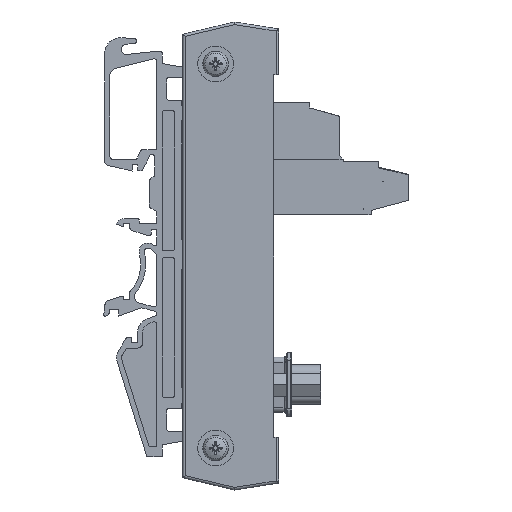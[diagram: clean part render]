
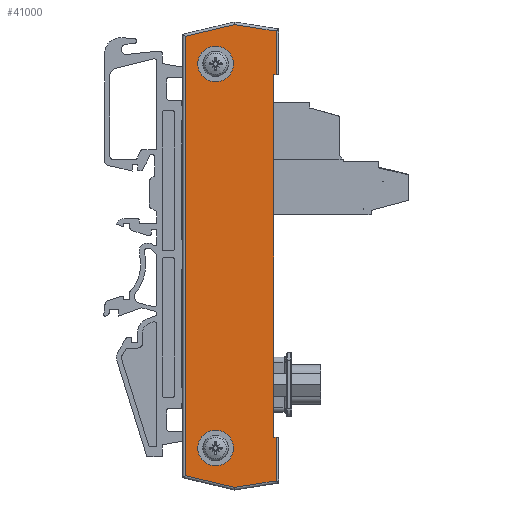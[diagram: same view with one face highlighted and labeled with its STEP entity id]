
A CAD part, left-side view. The second image highlights one B-rep face of the part: STEP entity #41000.
In plain terms, the highlighted face is planar.
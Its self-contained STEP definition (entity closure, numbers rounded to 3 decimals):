
#40539=CARTESIAN_POINT('',(-16.628,6.238,5.0));
#40540=VERTEX_POINT('',#40539);
#40547=CARTESIAN_POINT('',(54.672,6.238,5.0));
#40548=VERTEX_POINT('',#40547);
#40549=CARTESIAN_POINT('',(54.672,6.238,5.0));
#40550=DIRECTION('',(-1.0,0.0,0.0));
#40551=VECTOR('',#40550,71.3);
#40552=LINE('',#40549,#40551);
#40553=EDGE_CURVE('',#40548,#40540,#40552,.T.);
#40796=CARTESIAN_POINT('',(60.272,-5.162,5.0));
#40797=VERTEX_POINT('',#40796);
#40798=CARTESIAN_POINT('',(56.772,-5.162,5.0));
#40799=DIRECTION('',(0.0,0.0,-1.0));
#40800=DIRECTION('',(-1.0,0.0,0.0));
#40801=AXIS2_PLACEMENT_3D('',#40798,#40799,#40800);
#40802=CIRCLE('',#40801,3.5);
#40803=EDGE_CURVE('',#40797,#40797,#40802,.T.);
#40836=CARTESIAN_POINT('',(-15.228,-5.162,5.0));
#40837=VERTEX_POINT('',#40836);
#40838=CARTESIAN_POINT('',(-18.728,-5.162,5.0));
#40839=DIRECTION('',(0.0,0.0,-1.0));
#40840=DIRECTION('',(-1.0,0.0,0.0));
#40841=AXIS2_PLACEMENT_3D('',#40838,#40839,#40840);
#40842=CIRCLE('',#40841,3.5);
#40843=EDGE_CURVE('',#40837,#40837,#40842,.T.);
#40877=CARTESIAN_POINT('',(54.672,6.738,5.0));
#40878=VERTEX_POINT('',#40877);
#40879=CARTESIAN_POINT('',(54.672,6.738,5.0));
#40880=DIRECTION('',(0.0,-1.0,0.0));
#40881=VECTOR('',#40880,0.5);
#40882=LINE('',#40879,#40881);
#40883=EDGE_CURVE('',#40878,#40548,#40882,.T.);
#40908=CARTESIAN_POINT('',(-16.628,6.738,5.0));
#40909=VERTEX_POINT('',#40908);
#40917=CARTESIAN_POINT('',(-16.628,6.238,5.0));
#40918=DIRECTION('',(0.0,1.0,0.0));
#40919=VECTOR('',#40918,0.5);
#40920=LINE('',#40917,#40919);
#40921=EDGE_CURVE('',#40540,#40909,#40920,.T.);
#40930=CARTESIAN_POINT('',(19.022,-2.126,5.0));
#40931=DIRECTION('',(0.0,0.0,1.0));
#40932=DIRECTION('',(1.0,0.0,0.0));
#40933=AXIS2_PLACEMENT_3D('',#40930,#40931,#40932);
#40934=PLANE('',#40933);
#40935=ORIENTED_EDGE('',*,*,#40883,.T.);
#40936=ORIENTED_EDGE('',*,*,#40553,.T.);
#40937=ORIENTED_EDGE('',*,*,#40921,.T.);
#40938=CARTESIAN_POINT('',(-25.176,6.738,5.0));
#40939=VERTEX_POINT('',#40938);
#40940=CARTESIAN_POINT('',(-25.176,6.738,5.0));
#40941=DIRECTION('',(1.0,0.0,0.0));
#40942=VECTOR('',#40941,8.548);
#40943=LINE('',#40940,#40942);
#40944=EDGE_CURVE('',#40939,#40909,#40943,.T.);
#40945=ORIENTED_EDGE('',*,*,#40944,.F.);
#40946=CARTESIAN_POINT('',(-26.459,-1.405,5.0));
#40947=VERTEX_POINT('',#40946);
#40948=CARTESIAN_POINT('',(-26.459,-1.405,5.0));
#40949=DIRECTION('',(0.156,0.988,0.0));
#40950=VECTOR('',#40949,8.244);
#40951=LINE('',#40948,#40950);
#40952=EDGE_CURVE('',#40947,#40939,#40951,.T.);
#40953=ORIENTED_EDGE('',*,*,#40952,.F.);
#40954=CARTESIAN_POINT('',(-24.157,-11.162,5.0));
#40955=VERTEX_POINT('',#40954);
#40956=CARTESIAN_POINT('',(-24.157,-11.162,5.0));
#40957=DIRECTION('',(-0.23,0.973,0.0));
#40958=VECTOR('',#40957,10.024);
#40959=LINE('',#40956,#40958);
#40960=EDGE_CURVE('',#40955,#40947,#40959,.T.);
#40961=ORIENTED_EDGE('',*,*,#40960,.F.);
#40962=CARTESIAN_POINT('',(62.201,-11.162,5.0));
#40963=VERTEX_POINT('',#40962);
#40964=CARTESIAN_POINT('',(62.201,-11.162,5.0));
#40965=DIRECTION('',(-1.0,0.0,0.0));
#40966=VECTOR('',#40965,86.358);
#40967=LINE('',#40964,#40966);
#40968=EDGE_CURVE('',#40963,#40955,#40967,.T.);
#40969=ORIENTED_EDGE('',*,*,#40968,.F.);
#40970=CARTESIAN_POINT('',(64.503,-1.405,5.0));
#40971=VERTEX_POINT('',#40970);
#40972=CARTESIAN_POINT('',(64.503,-1.405,5.0));
#40973=DIRECTION('',(-0.23,-0.973,0.0));
#40974=VECTOR('',#40973,10.024);
#40975=LINE('',#40972,#40974);
#40976=EDGE_CURVE('',#40971,#40963,#40975,.T.);
#40977=ORIENTED_EDGE('',*,*,#40976,.F.);
#40978=CARTESIAN_POINT('',(63.22,6.738,5.0));
#40979=VERTEX_POINT('',#40978);
#40980=CARTESIAN_POINT('',(63.22,6.738,5.0));
#40981=DIRECTION('',(0.156,-0.988,0.0));
#40982=VECTOR('',#40981,8.244);
#40983=LINE('',#40980,#40982);
#40984=EDGE_CURVE('',#40979,#40971,#40983,.T.);
#40985=ORIENTED_EDGE('',*,*,#40984,.F.);
#40986=CARTESIAN_POINT('',(54.672,6.738,5.0));
#40987=DIRECTION('',(1.0,0.0,0.0));
#40988=VECTOR('',#40987,8.548);
#40989=LINE('',#40986,#40988);
#40990=EDGE_CURVE('',#40878,#40979,#40989,.T.);
#40991=ORIENTED_EDGE('',*,*,#40990,.F.);
#40992=EDGE_LOOP('',(#40935,#40936,#40937,#40945,#40953,#40961,#40969,#40977,#40985,#40991));
#40993=FACE_OUTER_BOUND('',#40992,.T.);
#40994=ORIENTED_EDGE('',*,*,#40803,.T.);
#40995=EDGE_LOOP('',(#40994));
#40996=FACE_BOUND('',#40995,.T.);
#40997=ORIENTED_EDGE('',*,*,#40843,.T.);
#40998=EDGE_LOOP('',(#40997));
#40999=FACE_BOUND('',#40998,.T.);
#41000=ADVANCED_FACE('',(#40993,#40996,#40999),#40934,.T.);
